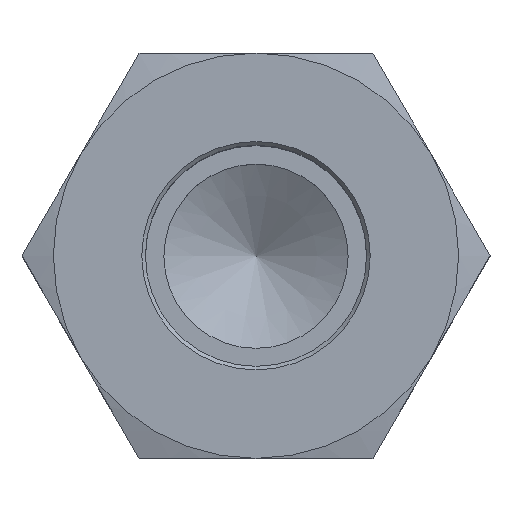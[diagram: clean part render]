
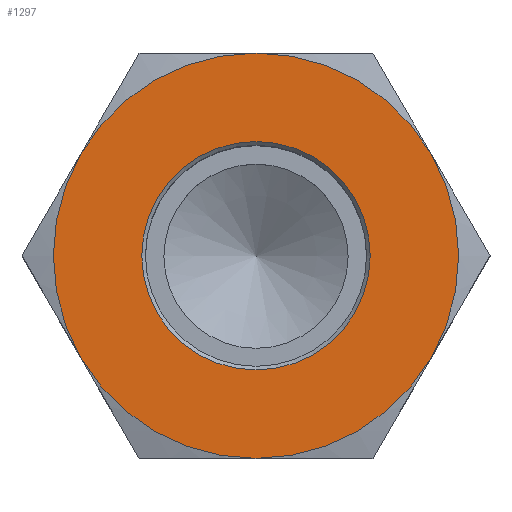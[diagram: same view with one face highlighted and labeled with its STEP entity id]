
A CAD part, top view. The second image highlights one B-rep face of the part: STEP entity #1297.
In plain terms, the highlighted planar face has unit normal (0, 0, 1).
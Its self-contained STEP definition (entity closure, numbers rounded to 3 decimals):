
#239=PLANE('',#1448);
#294=FACE_BOUND('',#495,.T.);
#369=FACE_OUTER_BOUND('',#494,.T.);
#494=EDGE_LOOP('',(#1132,#1133,#1134,#1135,#1136,#1137));
#495=EDGE_LOOP('',(#1138));
#574=CIRCLE('',#1445,6.2);
#576=CIRCLE('',#1449,11.);
#577=CIRCLE('',#1450,11.);
#578=CIRCLE('',#1451,11.);
#579=CIRCLE('',#1452,11.);
#580=CIRCLE('',#1453,11.);
#581=CIRCLE('',#1454,11.);
#682=VERTEX_POINT('',#2203);
#685=VERTEX_POINT('',#2216);
#687=VERTEX_POINT('',#2222);
#688=VERTEX_POINT('',#2223);
#689=VERTEX_POINT('',#2225);
#690=VERTEX_POINT('',#2227);
#691=VERTEX_POINT('',#2230);
#838=EDGE_CURVE('',#685,#685,#574,.T.);
#840=EDGE_CURVE('',#687,#688,#576,.T.);
#841=EDGE_CURVE('',#688,#689,#577,.T.);
#842=EDGE_CURVE('',#689,#690,#578,.T.);
#843=EDGE_CURVE('',#690,#682,#579,.T.);
#844=EDGE_CURVE('',#682,#691,#580,.T.);
#845=EDGE_CURVE('',#691,#687,#581,.T.);
#1132=ORIENTED_EDGE('',*,*,#840,.T.);
#1133=ORIENTED_EDGE('',*,*,#841,.T.);
#1134=ORIENTED_EDGE('',*,*,#842,.T.);
#1135=ORIENTED_EDGE('',*,*,#843,.T.);
#1136=ORIENTED_EDGE('',*,*,#844,.T.);
#1137=ORIENTED_EDGE('',*,*,#845,.T.);
#1138=ORIENTED_EDGE('',*,*,#838,.F.);
#1297=ADVANCED_FACE('',(#369,#294),#239,.T.);
#1445=AXIS2_PLACEMENT_3D('',#2217,#1780,#1781);
#1448=AXIS2_PLACEMENT_3D('',#2221,#1786,#1787);
#1449=AXIS2_PLACEMENT_3D('',#2224,#1788,#1789);
#1450=AXIS2_PLACEMENT_3D('',#2226,#1790,#1791);
#1451=AXIS2_PLACEMENT_3D('',#2228,#1792,#1793);
#1452=AXIS2_PLACEMENT_3D('',#2229,#1794,#1795);
#1453=AXIS2_PLACEMENT_3D('',#2231,#1796,#1797);
#1454=AXIS2_PLACEMENT_3D('',#2232,#1798,#1799);
#1780=DIRECTION('center_axis',(0.,0.,
1.));
#1781=DIRECTION('ref_axis',(-0.5,-0.866,0.));
#1786=DIRECTION('center_axis',(0.,0.,
1.));
#1787=DIRECTION('ref_axis',(-0.5,-0.866,0.));
#1788=DIRECTION('center_axis',(0.,0.,
1.));
#1789=DIRECTION('ref_axis',(0.866,-0.5,0.));
#1790=DIRECTION('center_axis',(0.,0.,
1.));
#1791=DIRECTION('ref_axis',(0.866,-0.5,0.));
#1792=DIRECTION('center_axis',(0.,0.,
1.));
#1793=DIRECTION('ref_axis',(0.866,-0.5,0.));
#1794=DIRECTION('center_axis',(0.,0.,
1.));
#1795=DIRECTION('ref_axis',(0.866,-0.5,0.));
#1796=DIRECTION('center_axis',(0.,0.,
1.));
#1797=DIRECTION('ref_axis',(0.866,-0.5,0.));
#1798=DIRECTION('center_axis',(0.,0.,
1.));
#1799=DIRECTION('ref_axis',(0.866,-0.5,0.));
#2203=CARTESIAN_POINT('',(9.526,-5.5,25.));
#2216=CARTESIAN_POINT('',(3.1,5.369,25.));
#2217=CARTESIAN_POINT('Origin',(0.,0.,
25.));
#2221=CARTESIAN_POINT('Origin',(0.,0.,
25.));
#2222=CARTESIAN_POINT('',(0.,11.,25.));
#2223=CARTESIAN_POINT('',(-9.526,5.5,25.));
#2224=CARTESIAN_POINT('Origin',(0.,0.,
25.));
#2225=CARTESIAN_POINT('',(-9.526,-5.5,25.));
#2226=CARTESIAN_POINT('Origin',(0.,0.,
25.));
#2227=CARTESIAN_POINT('',(0.,-11.,25.));
#2228=CARTESIAN_POINT('Origin',(0.,0.,
25.));
#2229=CARTESIAN_POINT('Origin',(0.,0.,
25.));
#2230=CARTESIAN_POINT('',(9.526,5.5,25.));
#2231=CARTESIAN_POINT('Origin',(0.,0.,
25.));
#2232=CARTESIAN_POINT('Origin',(0.,0.,
25.));
